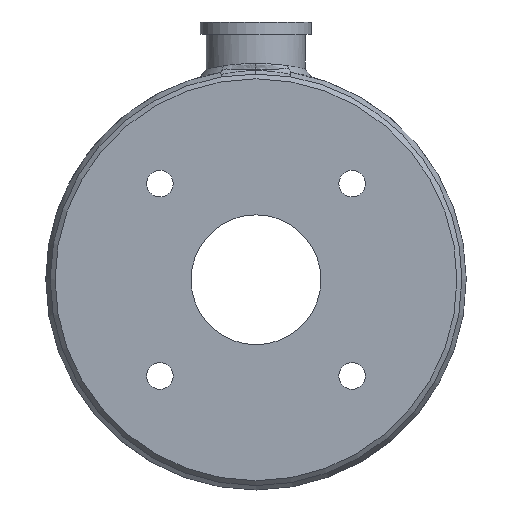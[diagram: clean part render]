
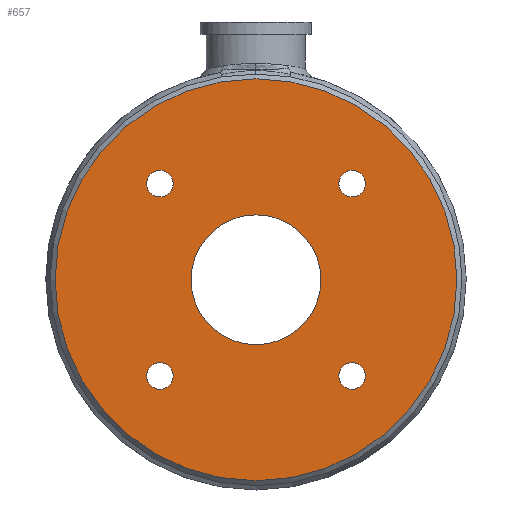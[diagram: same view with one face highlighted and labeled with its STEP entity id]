
A CAD part, front view. The second image highlights one B-rep face of the part: STEP entity #657.
In plain terms, the highlighted planar face has unit normal (0, -1, 0).
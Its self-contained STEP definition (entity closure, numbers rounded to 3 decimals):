
#21=FACE_BOUND('',#163,.T.);
#22=FACE_BOUND('',#164,.T.);
#23=FACE_BOUND('',#165,.T.);
#24=FACE_BOUND('',#166,.T.);
#25=FACE_BOUND('',#167,.T.);
#33=PLANE('',#727);
#66=CIRCLE('',#706,2.15);
#67=CIRCLE('',#708,2.15);
#68=CIRCLE('',#710,2.15);
#69=CIRCLE('',#712,2.15);
#70=CIRCLE('',#714,10.5);
#75=CIRCLE('',#721,32.5);
#120=FACE_OUTER_BOUND('',#162,.T.);
#162=EDGE_LOOP('',(#569));
#163=EDGE_LOOP('',(#570));
#164=EDGE_LOOP('',(#571));
#165=EDGE_LOOP('',(#572));
#166=EDGE_LOOP('',(#573));
#167=EDGE_LOOP('',(#574));
#306=VERTEX_POINT('',#2143);
#307=VERTEX_POINT('',#2147);
#308=VERTEX_POINT('',#2151);
#309=VERTEX_POINT('',#2155);
#310=VERTEX_POINT('',#2159);
#315=VERTEX_POINT('',#2523);
#384=EDGE_CURVE('',#306,#306,#66,.T.);
#386=EDGE_CURVE('',#307,#307,#67,.T.);
#388=EDGE_CURVE('',#308,#308,#68,.T.);
#390=EDGE_CURVE('',#309,#309,#69,.T.);
#392=EDGE_CURVE('',#310,#310,#70,.T.);
#403=EDGE_CURVE('',#315,#315,#75,.T.);
#569=ORIENTED_EDGE('',*,*,#403,.F.);
#570=ORIENTED_EDGE('',*,*,#384,.T.);
#571=ORIENTED_EDGE('',*,*,#386,.T.);
#572=ORIENTED_EDGE('',*,*,#388,.T.);
#573=ORIENTED_EDGE('',*,*,#390,.T.);
#574=ORIENTED_EDGE('',*,*,#392,.T.);
#657=ADVANCED_FACE('',(#120,#21,#22,#23,#24,#25),#33,.F.);
#706=AXIS2_PLACEMENT_3D('',#2145,#813,#814);
#708=AXIS2_PLACEMENT_3D('',#2149,#818,#819);
#710=AXIS2_PLACEMENT_3D('',#2153,#823,#824);
#712=AXIS2_PLACEMENT_3D('',#2157,#828,#829);
#714=AXIS2_PLACEMENT_3D('',#2161,#833,#834);
#721=AXIS2_PLACEMENT_3D('',#2525,#849,#850);
#727=AXIS2_PLACEMENT_3D('',#2536,#863,#864);
#813=DIRECTION('center_axis',(0.,1.,0.));
#814=DIRECTION('ref_axis',(-1.,0.,0.));
#818=DIRECTION('center_axis',(0.,1.,0.));
#819=DIRECTION('ref_axis',(-1.,0.,0.));
#823=DIRECTION('center_axis',(0.,1.,0.));
#824=DIRECTION('ref_axis',(-1.,0.,0.));
#828=DIRECTION('center_axis',(0.,1.,0.));
#829=DIRECTION('ref_axis',(-1.,0.,0.));
#833=DIRECTION('center_axis',(0.,1.,0.));
#834=DIRECTION('ref_axis',(-1.,0.,0.));
#849=DIRECTION('center_axis',(0.,1.,0.));
#850=DIRECTION('ref_axis',(-1.,0.,0.));
#863=DIRECTION('center_axis',(0.,1.,0.));
#864=DIRECTION('ref_axis',(1.,0.,0.));
#2143=CARTESIAN_POINT('',(17.7,0.,-15.55));
#2145=CARTESIAN_POINT('Origin',(15.55,0.,-15.55));
#2147=CARTESIAN_POINT('',(-13.4,0.,15.55));
#2149=CARTESIAN_POINT('Origin',(-15.55,0.,15.55));
#2151=CARTESIAN_POINT('',(-13.4,0.,-15.55));
#2153=CARTESIAN_POINT('Origin',(-15.55,0.,-15.55));
#2155=CARTESIAN_POINT('',(17.7,0.,15.55));
#2157=CARTESIAN_POINT('Origin',(15.55,0.,15.55));
#2159=CARTESIAN_POINT('',(10.5,0.,0.));
#2161=CARTESIAN_POINT('Origin',(0.,0.,0.));
#2523=CARTESIAN_POINT('',(32.5,0.,0.));
#2525=CARTESIAN_POINT('Origin',(0.,0.,0.));
#2536=CARTESIAN_POINT('Origin',(0.,0.,0.));
